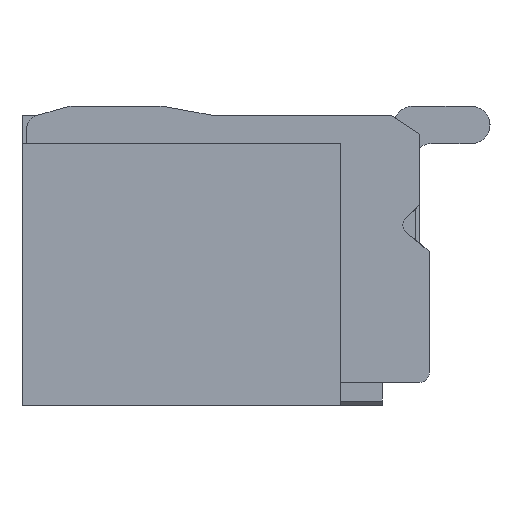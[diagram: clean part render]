
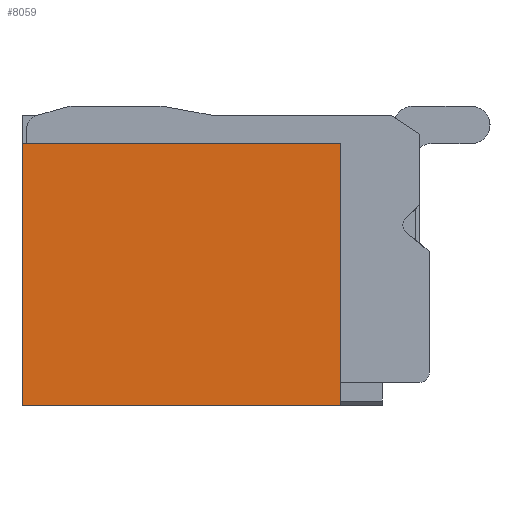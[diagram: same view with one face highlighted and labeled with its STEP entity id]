
A CAD part, left-side view. The second image highlights one B-rep face of the part: STEP entity #8059.
In plain terms, the highlighted planar face has unit normal (-1, 0, 0).
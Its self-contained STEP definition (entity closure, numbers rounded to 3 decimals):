
#1455=DIRECTION('',(0.,0.,1.));
#1456=VECTOR('',#1455,2.8);
#1457=CARTESIAN_POINT('',(-6.25,4.25,-1.55));
#1458=LINE('',#1457,#1456);
#2224=DIRECTION('',(0.,1.,0.));
#2225=VECTOR('',#2224,3.4);
#2226=CARTESIAN_POINT('',(-6.25,0.85,-1.55));
#2227=LINE('',#2226,#2225);
#2228=DIRECTION('',(0.,1.,0.));
#2229=VECTOR('',#2228,3.4);
#2230=CARTESIAN_POINT('',(-6.25,0.85,1.25));
#2231=LINE('',#2230,#2229);
#2232=DIRECTION('',(0.,0.,1.));
#2233=VECTOR('',#2232,2.8);
#2234=CARTESIAN_POINT('',(-6.25,0.85,-1.55));
#2235=LINE('',#2234,#2233);
#4128=CARTESIAN_POINT('',(-6.25,4.25,-1.55));
#4130=VERTEX_POINT('',#4128);
#4159=CARTESIAN_POINT('',(-6.25,4.25,1.25));
#4161=VERTEX_POINT('',#4159);
#4175=CARTESIAN_POINT('',(-6.25,0.85,-1.55));
#4176=VERTEX_POINT('',#4175);
#4179=CARTESIAN_POINT('',(-6.25,0.85,1.25));
#4180=VERTEX_POINT('',#4179);
#8048=CARTESIAN_POINT('',(-6.25,0.,-1.55));
#8049=DIRECTION('',(-1.,0.,0.));
#8050=DIRECTION('',(0.,0.,1.));
#8051=AXIS2_PLACEMENT_3D('',#8048,#8049,#8050);
#8052=PLANE('',#8051);
#8053=ORIENTED_EDGE('',*,*,#7131,.T.);
#8054=ORIENTED_EDGE('',*,*,#6963,.T.);
#8055=ORIENTED_EDGE('',*,*,#8001,.F.);
#8056=ORIENTED_EDGE('',*,*,#8042,.F.);
#8057=EDGE_LOOP('',(#8053,#8054,#8055,#8056));
#8058=FACE_OUTER_BOUND('',#8057,.F.);
#6963=EDGE_CURVE('',#4130,#4161,#1458,.T.);
#7131=EDGE_CURVE('',#4176,#4130,#2227,.T.);
#8001=EDGE_CURVE('',#4180,#4161,#2231,.T.);
#8042=EDGE_CURVE('',#4176,#4180,#2235,.T.);
#8059=ADVANCED_FACE('',(#8058),#8052,.T.);
